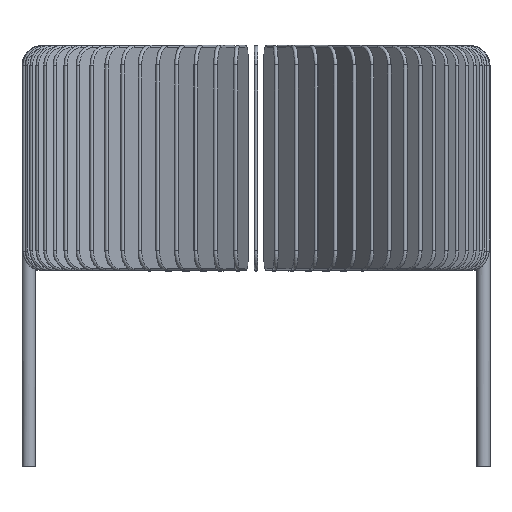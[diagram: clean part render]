
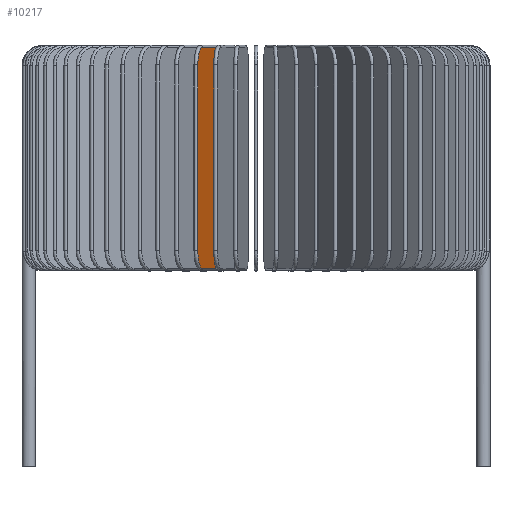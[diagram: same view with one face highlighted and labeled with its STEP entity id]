
A CAD part, top view. The second image highlights one B-rep face of the part: STEP entity #10217.
In plain terms, the highlighted planar face has unit normal (0.966, 0, 0.259).
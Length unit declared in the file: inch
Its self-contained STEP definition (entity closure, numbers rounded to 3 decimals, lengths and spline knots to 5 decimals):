
#10045=DIRECTION('',(0.,-1.,0.));
#10046=VECTOR('',#10045,0.474);
#10047=CARTESIAN_POINT('',(-0.14839,0.524,0.57312));
#10048=LINE('',#10047,#10046);
#10049=CARTESIAN_POINT('',(-0.13674,0.524,0.52966));
#10050=DIRECTION('',(0.966,0.,0.259));
#10051=DIRECTION('',(0.,1.,0.));
#10052=AXIS2_PLACEMENT_3D('',#10049,#10050,#10051);
#10054=DIRECTION('',(-0.259,0.,0.966));
#10055=VECTOR('',#10054,0.22);
#10056=CARTESIAN_POINT('',(-0.0798,0.569,0.31715));
#10057=LINE('',#10056,#10055);
#10058=CARTESIAN_POINT('',(-0.0798,0.524,0.31715));
#10059=DIRECTION('',(0.966,0.,0.259));
#10060=DIRECTION('',(0.259,0.,-0.966));
#10061=AXIS2_PLACEMENT_3D('',#10058,#10059,#10060);
#10063=DIRECTION('',(0.,1.,0.));
#10064=VECTOR('',#10063,0.474);
#10065=CARTESIAN_POINT('',(-0.06816,0.05,0.27369));
#10066=LINE('',#10065,#10064);
#10067=CARTESIAN_POINT('',(-0.0798,0.05,0.31715));
#10068=DIRECTION('',(0.966,0.,0.259));
#10069=DIRECTION('',(0.,-1.,0.));
#10070=AXIS2_PLACEMENT_3D('',#10067,#10068,#10069);
#10072=DIRECTION('',(0.259,0.,-0.966));
#10073=VECTOR('',#10072,0.22);
#10074=CARTESIAN_POINT('',(-0.13674,0.005,0.52966));
#10075=LINE('',#10074,#10073);
#10076=CARTESIAN_POINT('',(-0.13674,0.05,0.52966));
#10077=DIRECTION('',(0.966,0.,0.259));
#10078=DIRECTION('',(-0.259,0.,0.966));
#10079=AXIS2_PLACEMENT_3D('',#10076,#10077,#10078);
#10115=CARTESIAN_POINT('',(-0.14839,0.524,0.57312));
#10116=CARTESIAN_POINT('',(-0.14839,0.05,0.57312));
#10117=VERTEX_POINT('',#10115);
#10118=VERTEX_POINT('',#10116);
#10121=CARTESIAN_POINT('',(-0.13674,0.005,0.52966));
#10122=VERTEX_POINT('',#10121);
#10125=CARTESIAN_POINT('',(-0.0798,0.005,0.31715));
#10126=VERTEX_POINT('',#10125);
#10129=CARTESIAN_POINT('',(-0.06816,0.05,0.27369));
#10130=VERTEX_POINT('',#10129);
#10133=CARTESIAN_POINT('',(-0.06816,0.524,0.27369));
#10134=VERTEX_POINT('',#10133);
#10137=CARTESIAN_POINT('',(-0.0798,0.569,0.31715));
#10138=VERTEX_POINT('',#10137);
#10141=CARTESIAN_POINT('',(-0.13674,0.569,0.52966));
#10142=VERTEX_POINT('',#10141);
#10196=CARTESIAN_POINT('',(-0.14969,0.,0.57795));
#10197=DIRECTION('',(0.966,0.,0.259));
#10198=DIRECTION('',(0.259,0.,-0.966));
#10199=AXIS2_PLACEMENT_3D('',#10196,#10197,#10198);
#10200=PLANE('',#10199);
#10201=ORIENTED_EDGE('',*,*,#10189,.F.);
#10202=ORIENTED_EDGE('',*,*,#10152,.F.);
#10204=ORIENTED_EDGE('',*,*,#10203,.F.);
#10206=ORIENTED_EDGE('',*,*,#10205,.F.);
#10208=ORIENTED_EDGE('',*,*,#10207,.F.);
#10210=ORIENTED_EDGE('',*,*,#10209,.F.);
#10212=ORIENTED_EDGE('',*,*,#10211,.F.);
#10214=ORIENTED_EDGE('',*,*,#10213,.F.);
#10215=EDGE_LOOP('',(#10201,#10202,#10204,#10206,#10208,#10210,#10212,#10214));
#10216=FACE_OUTER_BOUND('',#10215,.F.);
#10053=CIRCLE('',#10052,0.045);
#10062=CIRCLE('',#10061,0.045);
#10071=CIRCLE('',#10070,0.045);
#10080=CIRCLE('',#10079,0.045);
#10152=EDGE_CURVE('',#10142,#10117,#10053,.T.);
#10189=EDGE_CURVE('',#10117,#10118,#10048,.T.);
#10203=EDGE_CURVE('',#10138,#10142,#10057,.T.);
#10205=EDGE_CURVE('',#10134,#10138,#10062,.T.);
#10207=EDGE_CURVE('',#10130,#10134,#10066,.T.);
#10209=EDGE_CURVE('',#10126,#10130,#10071,.T.);
#10211=EDGE_CURVE('',#10122,#10126,#10075,.T.);
#10213=EDGE_CURVE('',#10118,#10122,#10080,.T.);
#10217=ADVANCED_FACE('',(#10216),#10200,.T.);
